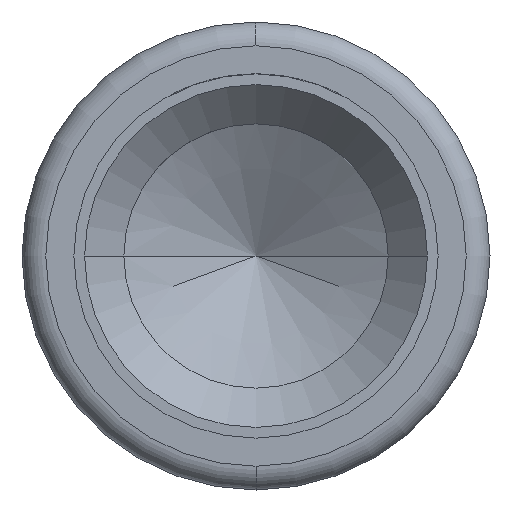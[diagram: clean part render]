
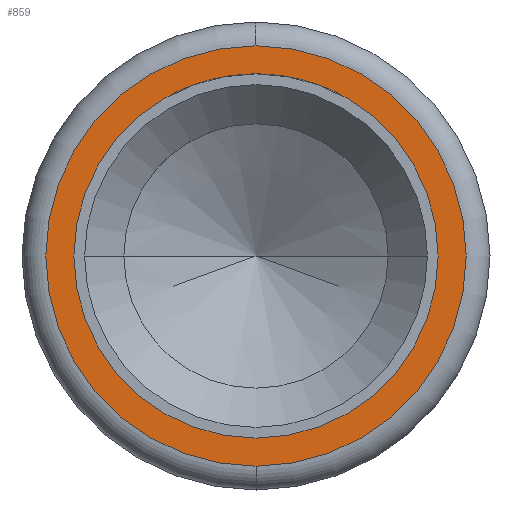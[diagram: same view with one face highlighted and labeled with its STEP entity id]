
A CAD part, front view. The second image highlights one B-rep face of the part: STEP entity #859.
In plain terms, the highlighted planar face has unit normal (0, -1, 0).
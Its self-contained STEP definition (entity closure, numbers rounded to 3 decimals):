
#225=CARTESIAN_POINT('',(0.,-0.844,0.));
#226=DIRECTION('',(0.,-1.,0.));
#227=DIRECTION('',(0.,0.,-1.));
#228=AXIS2_PLACEMENT_3D('',#225,#226,#227);
#230=CARTESIAN_POINT('',(0.,-0.844,0.));
#231=DIRECTION('',(0.,1.,0.));
#232=DIRECTION('',(0.,0.,-1.));
#233=AXIS2_PLACEMENT_3D('',#230,#231,#232);
#240=CARTESIAN_POINT('',(0.,-0.844,0.));
#241=DIRECTION('',(0.,1.,0.));
#242=DIRECTION('',(0.,0.,1.));
#243=AXIS2_PLACEMENT_3D('',#240,#241,#242);
#293=CARTESIAN_POINT('',(0.,-0.844,0.));
#294=DIRECTION('',(0.,1.,0.));
#295=DIRECTION('',(0.,0.,-1.));
#296=AXIS2_PLACEMENT_3D('',#293,#294,#295);
#549=CARTESIAN_POINT('',(0.,-0.844,-0.504));
#550=VERTEX_POINT('',#549);
#563=CARTESIAN_POINT('',(0.,-0.844,0.504));
#564=VERTEX_POINT('',#563);
#579=CARTESIAN_POINT('',(0.,-0.844,0.709));
#580=CARTESIAN_POINT('',(0.,-0.844,-0.709));
#581=VERTEX_POINT('',#579);
#582=VERTEX_POINT('',#580);
#844=CARTESIAN_POINT('',(0.,-0.844,0.));
#845=DIRECTION('',(0.,-1.,0.));
#846=DIRECTION('',(0.,0.,1.));
#847=AXIS2_PLACEMENT_3D('',#844,#845,#846);
#848=PLANE('',#847);
#850=ORIENTED_EDGE('',*,*,#849,.T.);
#852=ORIENTED_EDGE('',*,*,#851,.T.);
#853=EDGE_LOOP('',(#850,#852));
#854=FACE_OUTER_BOUND('',#853,.F.);
#855=ORIENTED_EDGE('',*,*,#839,.T.);
#856=ORIENTED_EDGE('',*,*,#823,.F.);
#857=EDGE_LOOP('',(#855,#856));
#858=FACE_BOUND('',#857,.F.);
#859=ADVANCED_FACE('',(#854,#858),#848,.T.);
#229=CIRCLE('',#228,0.504);
#234=CIRCLE('',#233,0.504);
#244=CIRCLE('',#243,0.709);
#297=CIRCLE('',#296,0.709);
#823=EDGE_CURVE('',#550,#564,#234,.T.);
#839=EDGE_CURVE('',#550,#564,#229,.T.);
#849=EDGE_CURVE('',#581,#582,#244,.T.);
#851=EDGE_CURVE('',#582,#581,#297,.T.);
